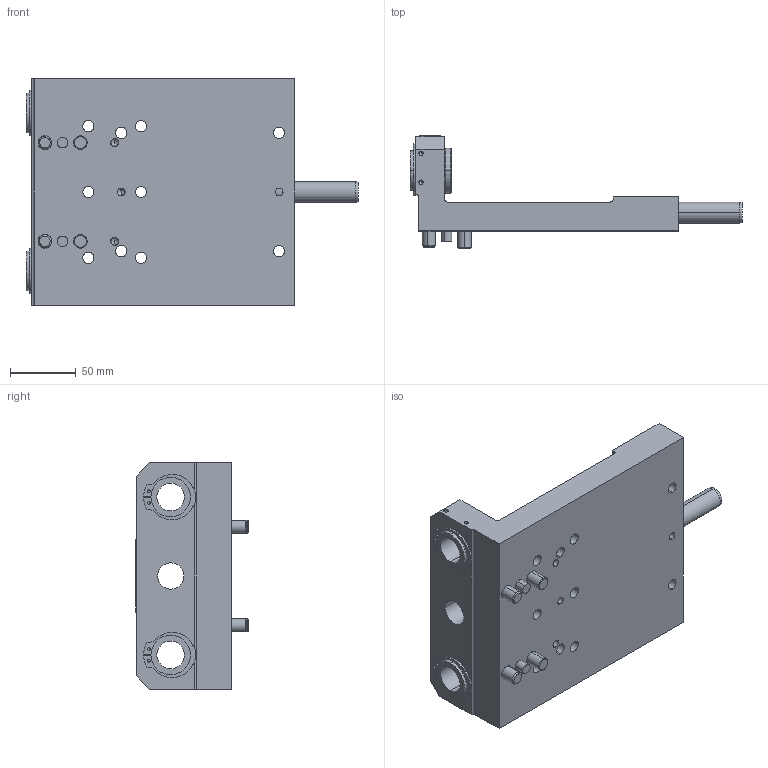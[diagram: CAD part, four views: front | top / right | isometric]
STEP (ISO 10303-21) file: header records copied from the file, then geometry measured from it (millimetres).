
FILE_DESCRIPTION (( 'STEP AP214' ), '1' );
FILE_NAME ('P8303A.STEP', '2024-10-08T09:01:20', ( '' ), ( '' ), 'SwSTEP 2.0', 'SolidWorks 2024', '' );
FILE_SCHEMA (( 'AUTOMOTIVE_DESIGN' ));
Length unit declared in the file: millimetre
Products named in the file (1): P8303A
Bounding box: 252.4 x 85.55 x 172 mm (x, y, z)
Volume: 945140.4 mm3; surface area: 155206.7 mm2
Topology: 13 solids, 15 shells, 777 faces, 1973 edges, 1279 vertices
Faces by surface type: plane 318, bspline 201, cylinder 192, cone 52, torus 12, sphere 2
Entity records: 33052 total; most frequent: CARTESIAN_POINT 15187, ORIENTED_EDGE 3890, DIRECTION 3129, EDGE_CURVE 1945, VERTEX_POINT 1279, VECTOR 1111, LINE 1111, AXIS2_PLACEMENT_3D 1009
